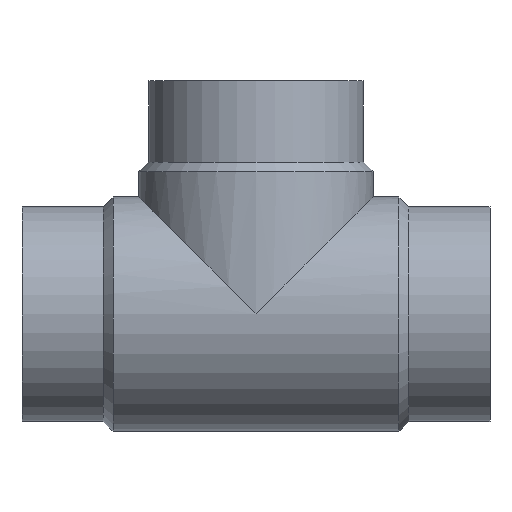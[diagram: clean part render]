
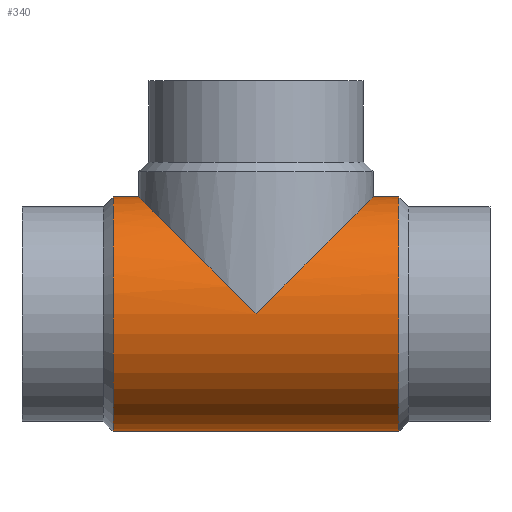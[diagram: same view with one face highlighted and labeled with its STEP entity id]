
A CAD part, top view. The second image highlights one B-rep face of the part: STEP entity #340.
In plain terms, the highlighted cylindrical face has radius 76.35 mm (diameter 152.7 mm), a partial arc.
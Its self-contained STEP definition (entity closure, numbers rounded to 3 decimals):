
#158 = VERTEX_POINT( '', #399 );
#164 = EDGE_CURVE( '', #346, #196, #405, .T. );
#174 = EDGE_CURVE( '', #336, #284, #418, .T. );
#196 = VERTEX_POINT( '', #447 );
#210 = EDGE_CURVE( '', #336, #158, #463, .T. );
#252 = VERTEX_POINT( '', #511 );
#272 = EDGE_CURVE( '', #252, #346, #531, .T. );
#274 = EDGE_CURVE( '', #284, #292, #533, .T. );
#284 = VERTEX_POINT( '', #545 );
#292 = VERTEX_POINT( '', #553 );
#294 = EDGE_CURVE( '', #196, #158, #555, .T. );
#336 = VERTEX_POINT( '', #601 );
#340 = ADVANCED_FACE( '', ( #606 ), #607, .T. );
#346 = VERTEX_POINT( '', #613 );
#352 = EDGE_CURVE( '', #292, #252, #619, .T. );
#399 = CARTESIAN_POINT( '', ( -245.65, 76.35, 0. ) );
#405 = ELLIPSE( '', #674, 107.975, 76.35 );
#418 = LINE( '', #690, #691 );
#447 = CARTESIAN_POINT( '', ( -228.85, 76.35, 0. ) );
#463 = CIRCLE( '', #743, 76.35 );
#511 = CARTESIAN_POINT( '', ( -76.15, 76.35, 0. ) );
#531 = ELLIPSE( '', #829, 107.975, 76.35 );
#533 = CIRCLE( '', #832, 76.35 );
#545 = CARTESIAN_POINT( '', ( -59.35, -76.35, 0. ) );
#553 = CARTESIAN_POINT( '', ( -59.35, 76.35, 0. ) );
#555 = LINE( '', #861, #862 );
#601 = CARTESIAN_POINT( '', ( -245.65, -76.35, 0. ) );
#606 = FACE_OUTER_BOUND( '', #931, .T. );
#607 = CYLINDRICAL_SURFACE( '', #932, 76.35 );
#613 = CARTESIAN_POINT( '', ( -152.5, 0., 76.35 ) );
#619 = LINE( '', #950, #951 );
#674 = AXIS2_PLACEMENT_3D( '', #992, #993, #994 );
#690 = CARTESIAN_POINT( '', ( -152.5, -76.35, 0. ) );
#691 = VECTOR( '', #1020, 1. );
#743 = AXIS2_PLACEMENT_3D( '', #1095, #1096, #1097 );
#829 = AXIS2_PLACEMENT_3D( '', #1176, #1177, #1178 );
#832 = AXIS2_PLACEMENT_3D( '', #1179, #1180, #1181 );
#861 = CARTESIAN_POINT( '', ( -152.5, 76.35, 0. ) );
#862 = VECTOR( '', #1203, 1. );
#931 = EDGE_LOOP( '', ( #1271, #1272, #1273, #1274, #1275, #1276, #1277 ) );
#932 = AXIS2_PLACEMENT_3D( '', #1278, #1279, #1280 );
#950 = CARTESIAN_POINT( '', ( -152.5, 76.35, 0. ) );
#951 = VECTOR( '', #1285, 1. );
#992 = CARTESIAN_POINT( '', ( -152.5, 0., 0. ) );
#993 = DIRECTION( '', ( -0.707, -0.707, 0. ) );
#994 = DIRECTION( '', ( 0.707, -0.707, 0. ) );
#1020 = DIRECTION( '', ( 1., 0., 0. ) );
#1095 = CARTESIAN_POINT( '', ( -245.65, 0., 0. ) );
#1096 = DIRECTION( '', ( -1., 0., 0. ) );
#1097 = DIRECTION( '', ( 0., 1., 0. ) );
#1176 = CARTESIAN_POINT( '', ( -152.5, 0., 0. ) );
#1177 = DIRECTION( '', ( 0.707, -0.707, 0. ) );
#1178 = DIRECTION( '', ( 0.707, 0.707, 0. ) );
#1179 = CARTESIAN_POINT( '', ( -59.35, 0., 0. ) );
#1180 = DIRECTION( '', ( -1., 0., 0. ) );
#1181 = DIRECTION( '', ( 0., 1., 0. ) );
#1203 = DIRECTION( '', ( -1., 0., 0. ) );
#1271 = ORIENTED_EDGE( '', *, *, #352, .T. );
#1272 = ORIENTED_EDGE( '', *, *, #272, .T. );
#1273 = ORIENTED_EDGE( '', *, *, #164, .T. );
#1274 = ORIENTED_EDGE( '', *, *, #294, .T. );
#1275 = ORIENTED_EDGE( '', *, *, #210, .F. );
#1276 = ORIENTED_EDGE( '', *, *, #174, .T. );
#1277 = ORIENTED_EDGE( '', *, *, #274, .T. );
#1278 = CARTESIAN_POINT( '', ( -152.5, 0., 0. ) );
#1279 = DIRECTION( '', ( 1., 0., 0. ) );
#1280 = DIRECTION( '', ( 0., 1., 0. ) );
#1285 = DIRECTION( '', ( -1., 0., 0. ) );
